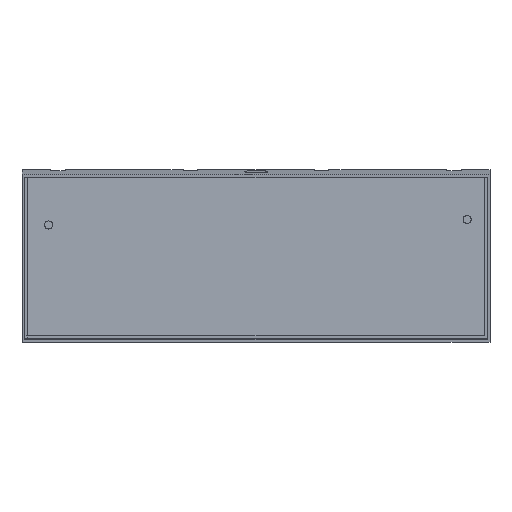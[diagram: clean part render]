
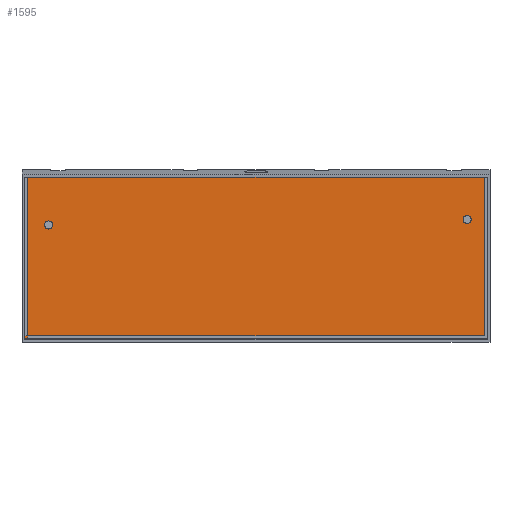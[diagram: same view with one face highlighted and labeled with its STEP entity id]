
A CAD part, top view. The second image highlights one B-rep face of the part: STEP entity #1595.
In plain terms, the highlighted planar face has unit normal (0, 0, 1).
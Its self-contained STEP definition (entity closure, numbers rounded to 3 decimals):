
#14=CIRCLE('',#1697,2.);
#28=FACE_BOUND('',#204,.T.);
#119=FACE_OUTER_BOUND('',#203,.T.);
#203=EDGE_LOOP('',(#1421,#1422,#1423,#1424));
#204=EDGE_LOOP('',(#1425));
#412=LINE('',#2560,#620);
#413=LINE('',#2563,#621);
#414=LINE('',#2565,#622);
#415=LINE('',#2566,#623);
#620=VECTOR('',#2082,10.);
#621=VECTOR('',#2085,10.);
#622=VECTOR('',#2086,10.);
#623=VECTOR('',#2087,10.);
#761=VERTEX_POINT('',#2536);
#768=VERTEX_POINT('',#2556);
#769=VERTEX_POINT('',#2558);
#770=VERTEX_POINT('',#2562);
#771=VERTEX_POINT('',#2564);
#979=EDGE_CURVE('',#761,#761,#14,.T.);
#989=EDGE_CURVE('',#768,#769,#412,.T.);
#990=EDGE_CURVE('',#770,#768,#413,.T.);
#991=EDGE_CURVE('',#771,#769,#414,.T.);
#992=EDGE_CURVE('',#770,#771,#415,.T.);
#1421=ORIENTED_EDGE('',*,*,#990,.T.);
#1422=ORIENTED_EDGE('',*,*,#989,.T.);
#1423=ORIENTED_EDGE('',*,*,#991,.F.);
#1424=ORIENTED_EDGE('',*,*,#992,.F.);
#1425=ORIENTED_EDGE('',*,*,#979,.T.);
#1515=PLANE('',#1702);
#1595=ADVANCED_FACE('',(#119,#28),#1515,.T.);
#1697=AXIS2_PLACEMENT_3D('',#2538,#2063,#2064);
#1702=AXIS2_PLACEMENT_3D('',#2561,#2083,#2084);
#2063=DIRECTION('center_axis',(0.,0.,-1.));
#2064=DIRECTION('ref_axis',(1.,0.,0.));
#2082=DIRECTION('',(1.,0.,0.));
#2083=DIRECTION('center_axis',(0.,0.,1.));
#2084=DIRECTION('ref_axis',(0.,-1.,0.));
#2085=DIRECTION('',(0.,-1.,0.));
#2086=DIRECTION('',(0.,-1.,0.));
#2087=DIRECTION('',(1.,0.,0.));
#2536=CARTESIAN_POINT('',(11.245,-27.678,2.));
#2538=CARTESIAN_POINT('Origin',(13.245,-27.678,2.));
#2556=CARTESIAN_POINT('',(1.45,-84.401,2.));
#2558=CARTESIAN_POINT('',(232.15,-84.401,2.));
#2560=CARTESIAN_POINT('',(1.45,-84.401,2.));
#2561=CARTESIAN_POINT('Origin',(1.45,-3.155,2.));
#2562=CARTESIAN_POINT('',(1.45,-3.155,2.));
#2563=CARTESIAN_POINT('',(1.45,-2.955,2.));
#2564=CARTESIAN_POINT('',(232.15,-3.155,2.));
#2565=CARTESIAN_POINT('',(232.15,-2.955,2.));
#2566=CARTESIAN_POINT('',(1.45,-3.155,2.));
